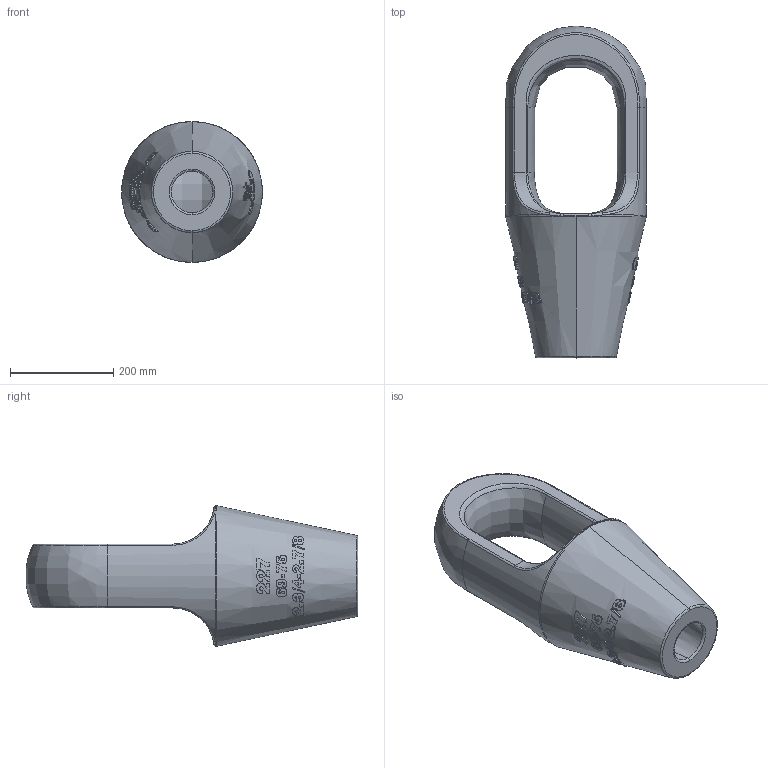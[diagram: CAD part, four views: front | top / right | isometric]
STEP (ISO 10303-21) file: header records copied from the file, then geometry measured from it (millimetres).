
FILE_DESCRIPTION(('STEP AP203'),'1');
FILE_NAME('skgcs073.stp','2014-09-19T06:51:28',('TraceParts'),('TraceParts S.A.'),'XStep 1.0',' ',' ');
FILE_SCHEMA(('CONFIG_CONTROL_DESIGN'));
Length unit declared in the file: millimetre
Products named in the file (1): 1
Bounding box: 273 x 643.1 x 272.7 mm (x, y, z)
Volume: 13062470.8 mm3; surface area: 590713 mm2
Topology: 1 solids, 1 shells, 387 faces, 1028 edges, 658 vertices
Faces by surface type: bspline 195, plane 134, cone 38, cylinder 20
Entity records: 27193 total; most frequent: CARTESIAN_POINT 19189, ORIENTED_EDGE 2032, DIRECTION 1027, EDGE_CURVE 1016, VERTEX_POINT 658, B_SPLINE_CURVE_WITH_KNOTS 512, EDGE_LOOP 418, ADVANCED_FACE 387
